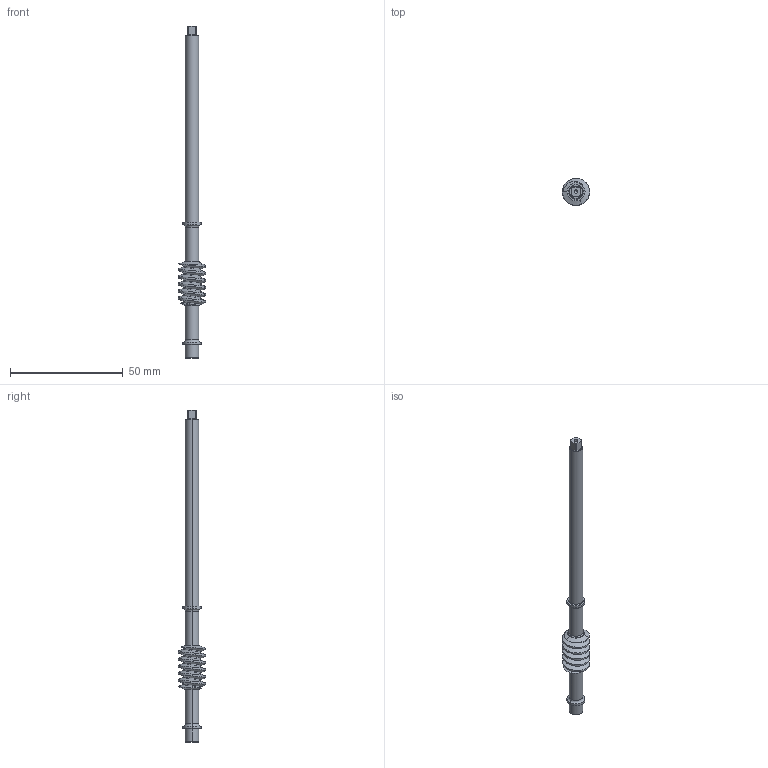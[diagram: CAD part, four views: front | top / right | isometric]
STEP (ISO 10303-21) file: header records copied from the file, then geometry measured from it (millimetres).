
FILE_DESCRIPTION (( 'STEP AP203' ), '1' );
FILE_NAME ('CTT0028.STEP', '2019-10-20T10:19:33', ( '' ), ( '' ), 'SwSTEP 2.0', 'SolidWorks 2016', '' );
FILE_SCHEMA (( 'CONFIG_CONTROL_DESIGN' ));
Length unit declared in the file: millimetre
Products named in the file (1): CTT0028
Bounding box: 12 x 12 x 147 mm (x, y, z)
Volume: 5065 mm3; surface area: 3779.7 mm2
Topology: 1 solids, 1 shells, 71 faces, 160 edges, 95 vertices
Faces by surface type: cylinder 34, torus 16, plane 11, cone 7, bspline 3
Entity records: 3578 total; most frequent: CARTESIAN_POINT 1991, DIRECTION 326, ORIENTED_EDGE 316, EDGE_CURVE 158, AXIS2_PLACEMENT_3D 138, VERTEX_POINT 95, EDGE_LOOP 77, ADVANCED_FACE 71
